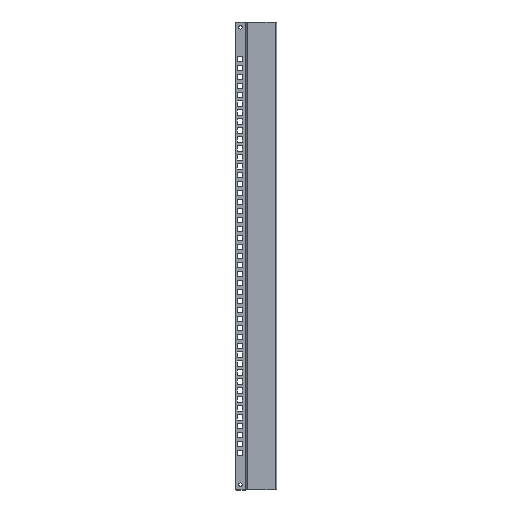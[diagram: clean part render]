
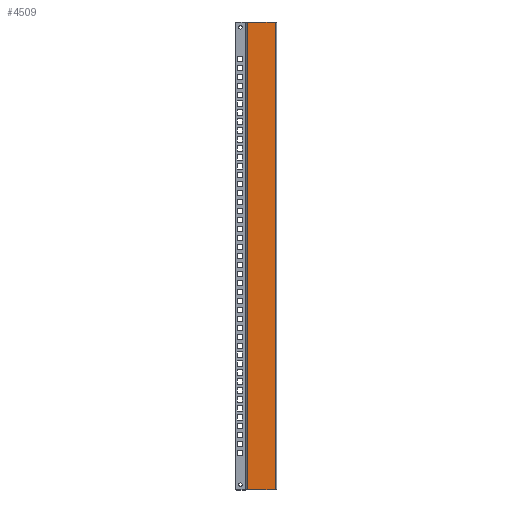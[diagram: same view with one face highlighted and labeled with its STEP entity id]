
A CAD part, top view. The second image highlights one B-rep face of the part: STEP entity #4509.
In plain terms, the highlighted planar face has unit normal (0, 0, 1).
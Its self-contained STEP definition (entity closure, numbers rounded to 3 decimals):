
#119=PLANE('',#4764);
#332=FACE_OUTER_BOUND('',#559,.T.);
#559=EDGE_LOOP('',(#3247,#3248,#3249,#3250));
#906=LINE('',#6234,#1519);
#907=LINE('',#6236,#1520);
#908=LINE('',#6238,#1521);
#909=LINE('',#6239,#1522);
#1519=VECTOR('',#5085,1000.);
#1520=VECTOR('',#5086,1000.);
#1521=VECTOR('',#5087,1000.);
#1522=VECTOR('',#5088,1000.);
#2162=VERTEX_POINT('',#6232);
#2163=VERTEX_POINT('',#6233);
#2164=VERTEX_POINT('',#6235);
#2165=VERTEX_POINT('',#6237);
#2592=EDGE_CURVE('',#2162,#2163,#906,.T.);
#2593=EDGE_CURVE('',#2163,#2164,#907,.T.);
#2594=EDGE_CURVE('',#2164,#2165,#908,.T.);
#2595=EDGE_CURVE('',#2165,#2162,#909,.T.);
#3247=ORIENTED_EDGE('',*,*,#2592,.T.);
#3248=ORIENTED_EDGE('',*,*,#2593,.T.);
#3249=ORIENTED_EDGE('',*,*,#2594,.T.);
#3250=ORIENTED_EDGE('',*,*,#2595,.T.);
#4509=ADVANCED_FACE('',(#332),#119,.T.);
#4764=AXIS2_PLACEMENT_3D('',#6231,#5083,#5084);
#5083=DIRECTION('center_axis',(0.,0.,1.));
#5084=DIRECTION('ref_axis',(1.,0.,0.));
#5085=DIRECTION('',(-1.,0.,0.));
#5086=DIRECTION('',(0.,-1.,0.));
#5087=DIRECTION('',(1.,0.,0.));
#5088=DIRECTION('',(0.,1.,0.));
#6231=CARTESIAN_POINT('Origin',(0.,0.,0.));
#6232=CARTESIAN_POINT('',(24.6,412.4,0.));
#6233=CARTESIAN_POINT('',(-24.6,412.4,0.));
#6234=CARTESIAN_POINT('',(27.,412.4,0.));
#6235=CARTESIAN_POINT('',(-24.6,-412.4,0.));
#6236=CARTESIAN_POINT('',(-24.6,412.4,0.));
#6237=CARTESIAN_POINT('',(24.6,-412.4,0.));
#6238=CARTESIAN_POINT('',(27.,-412.4,0.));
#6239=CARTESIAN_POINT('',(24.6,-412.4,0.));
